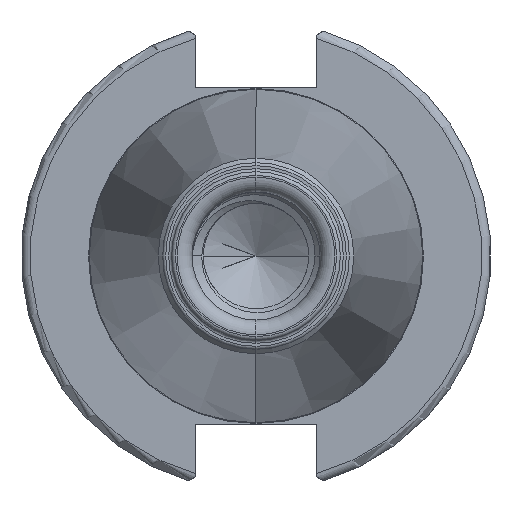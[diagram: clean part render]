
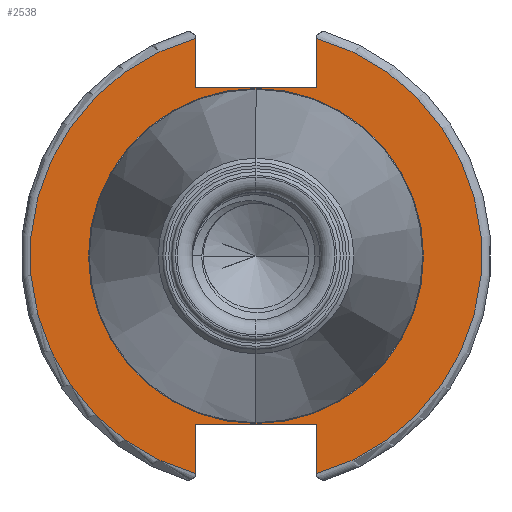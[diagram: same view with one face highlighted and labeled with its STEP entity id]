
A CAD part, left-side view. The second image highlights one B-rep face of the part: STEP entity #2538.
In plain terms, the highlighted planar face has unit normal (-1, 0, 0).
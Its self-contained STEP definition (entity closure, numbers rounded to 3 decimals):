
#166 = EDGE_CURVE ( 'NONE', #5284, #5282, #2248, .T. ) ;
#181 = EDGE_CURVE ( 'NONE', #2242, #2263, #2234, .T. ) ;
#748 = VERTEX_POINT ( 'NONE', #3549 ) ;
#749 = VERTEX_POINT ( 'NONE', #3550 ) ;
#806 = CARTESIAN_POINT ( 'NONE',  ( -5., 0., 0. ) ) ;
#807 = DIRECTION ( 'NONE',  ( -1., 0., 0. ) ) ;
#808 = DIRECTION ( 'NONE',  ( 0., 0., 1. ) ) ;
#925 = CARTESIAN_POINT ( 'NONE',  ( -5., -7.975, 22.5 ) ) ;
#1237 = AXIS2_PLACEMENT_3D ( 'NONE', #806, #807, #808 ) ;
#1306 = AXIS2_PLACEMENT_3D ( 'NONE', #2132, #2139, #2140 ) ;
#1769 = CARTESIAN_POINT ( 'NONE',  ( -5., -8.075, -22.6 ) ) ;
#1771 = CARTESIAN_POINT ( 'NONE',  ( -5., 7.975, 22.5 ) ) ;
#1772 = CARTESIAN_POINT ( 'NONE',  ( -5., -8.075, 22.6 ) ) ;
#1774 = CARTESIAN_POINT ( 'NONE',  ( -5., 8.075, -29.1 ) ) ;
#1776 = CARTESIAN_POINT ( 'NONE',  ( -5., 8.075, 29.1 ) ) ;
#1782 = CARTESIAN_POINT ( 'NONE',  ( -5., -8.075, -29.1 ) ) ;
#1985 = AXIS2_PLACEMENT_3D ( 'NONE', #2730, #2731, #2732 ) ;
#2009 = FACE_BOUND ( 'NONE', #5551, .T. ) ;
#2011 = FACE_OUTER_BOUND ( 'NONE', #5516, .T. ) ;
#2063 = CARTESIAN_POINT ( 'NONE',  ( -5., 0., 0. ) ) ;
#2064 = DIRECTION ( 'NONE',  ( -1., 0., 0. ) ) ;
#2065 = DIRECTION ( 'NONE',  ( 0., 0., 1. ) ) ;
#2132 = CARTESIAN_POINT ( 'NONE',  ( -5., 0., 0. ) ) ;
#2139 = DIRECTION ( 'NONE',  ( -1., 0., 0. ) ) ;
#2140 = DIRECTION ( 'NONE',  ( 0., 0., 1. ) ) ;
#2205 = EDGE_CURVE ( 'NONE', #5282, #748, #3291, .T. ) ;
#2210 = EDGE_CURVE ( 'NONE', #5284, #2235, #3304, .T. ) ;
#2230 = EDGE_CURVE ( 'NONE', #2233, #2232, #3341, .T. ) ;
#2232 = VERTEX_POINT ( 'NONE', #3344 ) ;
#2233 = VERTEX_POINT ( 'NONE', #3345 ) ;
#2234 = CIRCLE ( 'NONE', #1306, 22.398 ) ;
#2235 = VERTEX_POINT ( 'NONE', #3346 ) ;
#2241 = EDGE_CURVE ( 'NONE', #5110, #2235, #5620, .T. ) ;
#2242 = VERTEX_POINT ( 'NONE', #3356 ) ;
#2248 = CIRCLE ( 'NONE', #5260, 30.2 ) ;
#2257 = EDGE_CURVE ( 'NONE', #2232, #5108, #5617, .T. ) ;
#2263 = VERTEX_POINT ( 'NONE', #3371 ) ;
#2337 = EDGE_CURVE ( 'NONE', #5108, #5290, #3382, .T. ) ;
#2406 = EDGE_CURVE ( 'NONE', #5110, #5106, #3392, .T. ) ;
#2423 = EDGE_CURVE ( 'NONE', #5111, #5106, #5614, .T. ) ;
#2425 = EDGE_CURVE ( 'NONE', #5290, #749, #5610, .T. ) ;
#2447 = EDGE_CURVE ( 'NONE', #748, #2233, #5602, .T. ) ;
#2482 = EDGE_CURVE ( 'NONE', #5111, #749, #3237, .T. ) ;
#2538 = ADVANCED_FACE ( 'NONE', ( #2011, #2009 ), #2729, .F. ) ;
#2556 = EDGE_CURVE ( 'NONE', #2263, #2242, #5691, .T. ) ;
#2729 = PLANE ( 'NONE',  #1985 ) ;
#2730 = CARTESIAN_POINT ( 'NONE',  ( -5., 22.398, 0. ) ) ;
#2731 = DIRECTION ( 'NONE',  ( 1., 0., 0. ) ) ;
#2732 = DIRECTION ( 'NONE',  ( 0., 0., -1. ) ) ;
#2942 = VECTOR ( 'NONE', #3394, 1000. ) ;
#2946 = VECTOR ( 'NONE', #3384, 1000. ) ;
#2950 = AXIS2_PLACEMENT_3D ( 'NONE', #3364, #3365, #3366 ) ;
#2951 = AXIS2_PLACEMENT_3D ( 'NONE', #3351, #3353, #3354 ) ;
#2952 = VECTOR ( 'NONE', #3343, 1000. ) ;
#2961 = VECTOR ( 'NONE', #3306, 1000. ) ;
#3182 = CARTESIAN_POINT ( 'NONE',  ( -5., 7.975, -22.6 ) ) ;
#3183 = DIRECTION ( 'NONE',  ( 1., 0., 0. ) ) ;
#3184 = DIRECTION ( 'NONE',  ( 0., 0., -1. ) ) ;
#3237 = LINE ( 'NONE', #3238, #5712 ) ;
#3238 = CARTESIAN_POINT ( 'NONE',  ( -5., -8.075, 0. ) ) ;
#3239 = DIRECTION ( 'NONE',  ( 0., 0., 1. ) ) ;
#3291 = LINE ( 'NONE', #3292, #4295 ) ;
#3292 = CARTESIAN_POINT ( 'NONE',  ( -5., 8.075, 0. ) ) ;
#3293 = DIRECTION ( 'NONE',  ( 0., 0., 1. ) ) ;
#3304 = LINE ( 'NONE', #3305, #2961 ) ;
#3305 = CARTESIAN_POINT ( 'NONE',  ( -5., 8.075, 0. ) ) ;
#3306 = DIRECTION ( 'NONE',  ( 0., 0., -1. ) ) ;
#3341 = LINE ( 'NONE', #3342, #2952 ) ;
#3342 = CARTESIAN_POINT ( 'NONE',  ( -5., -8.075, -22.5 ) ) ;
#3343 = DIRECTION ( 'NONE',  ( 0., -1., 0. ) ) ;
#3344 = CARTESIAN_POINT ( 'NONE',  ( -5., -7.975, -22.5 ) ) ;
#3345 = CARTESIAN_POINT ( 'NONE',  ( -5., 7.975, -22.5 ) ) ;
#3346 = CARTESIAN_POINT ( 'NONE',  ( -5., 8.075, 22.6 ) ) ;
#3351 = CARTESIAN_POINT ( 'NONE',  ( -5., 7.975, 22.6 ) ) ;
#3353 = DIRECTION ( 'NONE',  ( 1., 0., 0. ) ) ;
#3354 = DIRECTION ( 'NONE',  ( 0., 0., -1. ) ) ;
#3356 = CARTESIAN_POINT ( 'NONE',  ( -5., 0., -22.398 ) ) ;
#3364 = CARTESIAN_POINT ( 'NONE',  ( -5., -7.975, -22.6 ) ) ;
#3365 = DIRECTION ( 'NONE',  ( 1., 0., 0. ) ) ;
#3366 = DIRECTION ( 'NONE',  ( 0., 0., -1. ) ) ;
#3371 = CARTESIAN_POINT ( 'NONE',  ( -5., 0., 22.398 ) ) ;
#3382 = LINE ( 'NONE', #3383, #2946 ) ;
#3383 = CARTESIAN_POINT ( 'NONE',  ( -5., -8.075, 0. ) ) ;
#3384 = DIRECTION ( 'NONE',  ( 0., 0., -1. ) ) ;
#3392 = LINE ( 'NONE', #3393, #2942 ) ;
#3393 = CARTESIAN_POINT ( 'NONE',  ( -5., -8.075, 22.5 ) ) ;
#3394 = DIRECTION ( 'NONE',  ( 0., -1., 0. ) ) ;
#3408 = CARTESIAN_POINT ( 'NONE',  ( -5., -7.975, 22.6 ) ) ;
#3409 = DIRECTION ( 'NONE',  ( 1., 0., 0. ) ) ;
#3410 = DIRECTION ( 'NONE',  ( 0., 0., -1. ) ) ;
#3414 = CARTESIAN_POINT ( 'NONE',  ( -5., 0., 0. ) ) ;
#3415 = DIRECTION ( 'NONE',  ( -1., 0., 0. ) ) ;
#3416 = DIRECTION ( 'NONE',  ( 0., 0., 1. ) ) ;
#3549 = CARTESIAN_POINT ( 'NONE',  ( -5., 8.075, -22.6 ) ) ;
#3550 = CARTESIAN_POINT ( 'NONE',  ( -5., -8.075, 29.1 ) ) ;
#4295 = VECTOR ( 'NONE', #3293, 1000. ) ;
#5106 = VERTEX_POINT ( 'NONE', #925 ) ;
#5108 = VERTEX_POINT ( 'NONE', #1769 ) ;
#5110 = VERTEX_POINT ( 'NONE', #1771 ) ;
#5111 = VERTEX_POINT ( 'NONE', #1772 ) ;
#5124 = AXIS2_PLACEMENT_3D ( 'NONE', #3182, #3183, #3184 ) ;
#5218 = ORIENTED_EDGE ( 'NONE', *, *, #181, .F. ) ;
#5220 = ORIENTED_EDGE ( 'NONE', *, *, #2556, .F. ) ;
#5222 = ORIENTED_EDGE ( 'NONE', *, *, #2210, .F. ) ;
#5223 = ORIENTED_EDGE ( 'NONE', *, *, #2241, .T. ) ;
#5224 = ORIENTED_EDGE ( 'NONE', *, *, #2423, .T. ) ;
#5225 = ORIENTED_EDGE ( 'NONE', *, *, #2406, .F. ) ;
#5226 = ORIENTED_EDGE ( 'NONE', *, *, #2482, .F. ) ;
#5227 = ORIENTED_EDGE ( 'NONE', *, *, #2425, .T. ) ;
#5228 = ORIENTED_EDGE ( 'NONE', *, *, #2337, .T. ) ;
#5229 = ORIENTED_EDGE ( 'NONE', *, *, #2257, .T. ) ;
#5230 = ORIENTED_EDGE ( 'NONE', *, *, #2230, .T. ) ;
#5231 = ORIENTED_EDGE ( 'NONE', *, *, #2205, .T. ) ;
#5232 = ORIENTED_EDGE ( 'NONE', *, *, #2447, .T. ) ;
#5233 = ORIENTED_EDGE ( 'NONE', *, *, #166, .T. ) ;
#5260 = AXIS2_PLACEMENT_3D ( 'NONE', #2063, #2064, #2065 ) ;
#5282 = VERTEX_POINT ( 'NONE', #1774 ) ;
#5284 = VERTEX_POINT ( 'NONE', #1776 ) ;
#5290 = VERTEX_POINT ( 'NONE', #1782 ) ;
#5516 = EDGE_LOOP ( 'NONE', ( #5233, #5231, #5232, #5230, #5229, #5228, #5227, #5226, #5224, #5225, #5223, #5222 ) ) ;
#5551 = EDGE_LOOP ( 'NONE', ( #5220, #5218 ) ) ;
#5602 = CIRCLE ( 'NONE', #5124, 0.1 ) ;
#5610 = CIRCLE ( 'NONE', #5721, 30.2 ) ;
#5614 = CIRCLE ( 'NONE', #5737, 0.1 ) ;
#5617 = CIRCLE ( 'NONE', #2950, 0.1 ) ;
#5620 = CIRCLE ( 'NONE', #2951, 0.1 ) ;
#5691 = CIRCLE ( 'NONE', #1237, 22.398 ) ;
#5712 = VECTOR ( 'NONE', #3239, 1000. ) ;
#5721 = AXIS2_PLACEMENT_3D ( 'NONE', #3414, #3415, #3416 ) ;
#5737 = AXIS2_PLACEMENT_3D ( 'NONE', #3408, #3409, #3410 ) ;
